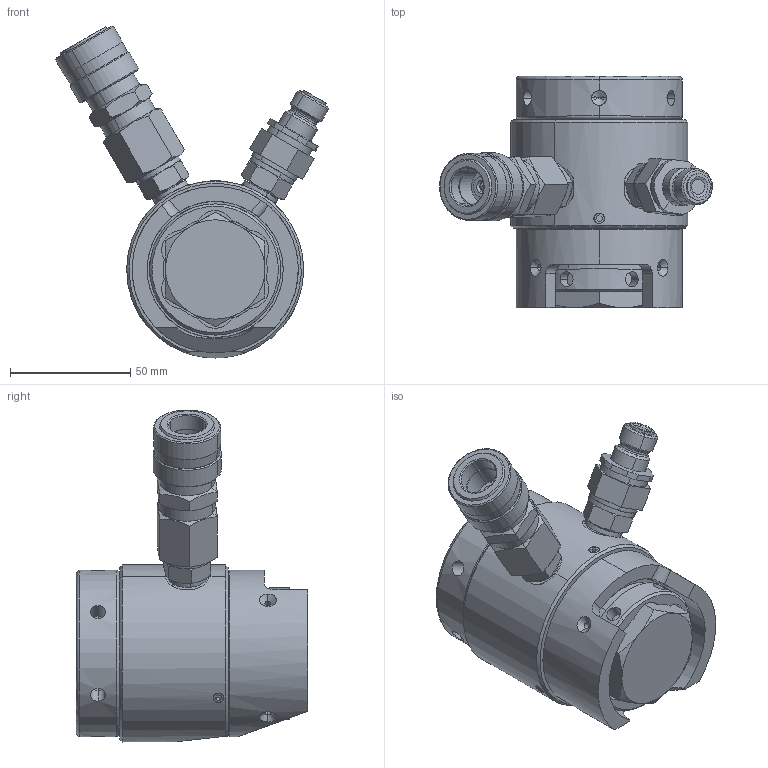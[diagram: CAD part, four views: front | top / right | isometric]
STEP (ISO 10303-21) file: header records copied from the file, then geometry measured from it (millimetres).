
FILE_DESCRIPTION((''),'2;1');
FILE_NAME('CTST_01-1_INCH_8434220074_','2021-07-07T23:15:58',('INEdipo'),(''),'CREO PARAMETRIC BY PTC INC, 2020281','CREO PARAMETRIC BY PTC INC, 2020281','');
FILE_SCHEMA(('CONFIG_CONTROL_DESIGN'));
Length unit declared in the file: millimetre
Products named in the file (1): CTST_01-1_INCH_8434220074_
Bounding box: 113.25 x 96 x 137.81 mm (x, y, z)
Volume: 380974.5 mm3; surface area: 65444.4 mm2
Topology: 1 solids, 11 shells, 482 faces, 1117 edges, 693 vertices
Faces by surface type: cylinder 190, cone 142, plane 140, torus 8, sphere 2
Entity records: 14878 total; most frequent: CARTESIAN_POINT 3870, DIRECTION 2350, ORIENTED_EDGE 2202, EDGE_CURVE 1101, AXIS2_PLACEMENT_3D 967, VERTEX_POINT 693, EDGE_LOOP 574, CIRCLE 485
